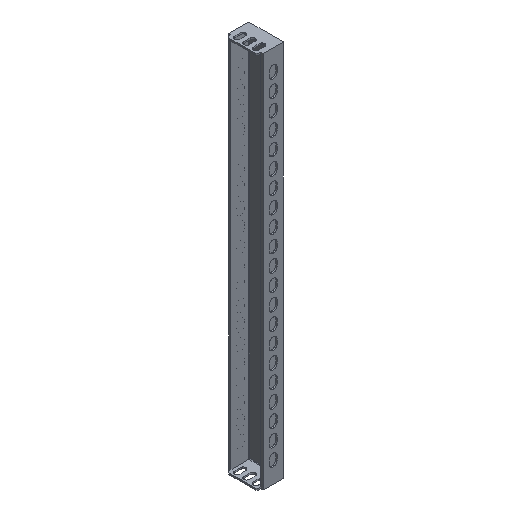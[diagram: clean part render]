
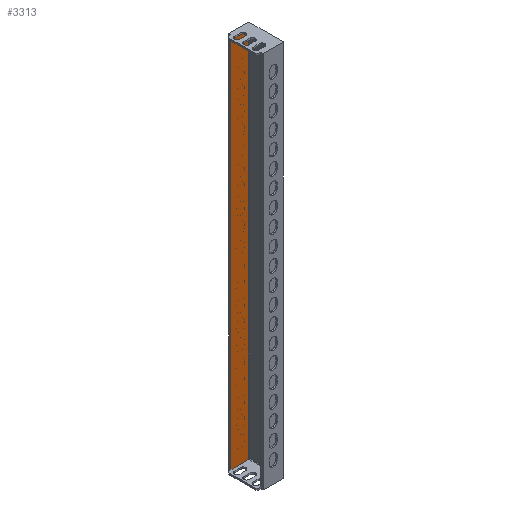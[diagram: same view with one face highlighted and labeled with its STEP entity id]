
A CAD part, isometric view. The second image highlights one B-rep face of the part: STEP entity #3313.
In plain terms, the highlighted planar face has unit normal (0, -1, 0).
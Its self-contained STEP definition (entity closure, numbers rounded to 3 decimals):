
#158 = LINE ( 'NONE', #8526, #6205 ) ;
#234 = LINE ( 'NONE', #11049, #3899 ) ;
#701 = DIRECTION ( 'NONE',  ( 0., 0., 1. ) ) ;
#773 = EDGE_CURVE ( 'NONE', #10124, #6625, #158, .T. ) ;
#974 = AXIS2_PLACEMENT_3D ( 'NONE', #6783, #9332, #701 ) ;
#1512 = ORIENTED_EDGE ( 'NONE', *, *, #5290, .T. ) ;
#1923 = LINE ( 'NONE', #11481, #10636 ) ;
#2163 = ORIENTED_EDGE ( 'NONE', *, *, #5822, .T. ) ;
#2180 = VECTOR ( 'NONE', #11454, 1000. ) ;
#2182 = ORIENTED_EDGE ( 'NONE', *, *, #773, .T. ) ;
#2538 = VERTEX_POINT ( 'NONE', #10525 ) ;
#3313 = ADVANCED_FACE ( 'NONE', ( #3679 ), #4829, .F. ) ;
#3679 = FACE_OUTER_BOUND ( 'NONE', #10350, .T. ) ;
#3899 = VECTOR ( 'NONE', #11130, 1000. ) ;
#4162 = VERTEX_POINT ( 'NONE', #11011 ) ;
#4829 = PLANE ( 'NONE',  #974 ) ;
#4953 = EDGE_CURVE ( 'NONE', #10124, #2538, #234, .T. ) ;
#5290 = EDGE_CURVE ( 'NONE', #6625, #4162, #1923, .T. ) ;
#5822 = EDGE_CURVE ( 'NONE', #4162, #2538, #6112, .T. ) ;
#6053 = DIRECTION ( 'NONE',  ( 0., 0., 1. ) ) ;
#6112 = LINE ( 'NONE', #6918, #2180 ) ;
#6205 = VECTOR ( 'NONE', #11181, 1000. ) ;
#6625 = VERTEX_POINT ( 'NONE', #10046 ) ;
#6783 = CARTESIAN_POINT ( 'NONE',  ( -3., 20., -275.021 ) ) ;
#6918 = CARTESIAN_POINT ( 'NONE',  ( -32., 20., 251. ) ) ;
#8125 = CARTESIAN_POINT ( 'NONE',  ( -27., 20., -251. ) ) ;
#8526 = CARTESIAN_POINT ( 'NONE',  ( -3., 20., -251. ) ) ;
#9332 = DIRECTION ( 'NONE',  ( 0., 1., 0. ) ) ;
#10046 = CARTESIAN_POINT ( 'NONE',  ( -3., 20., -251. ) ) ;
#10124 = VERTEX_POINT ( 'NONE', #8125 ) ;
#10350 = EDGE_LOOP ( 'NONE', ( #2163, #10712, #2182, #1512 ) ) ;
#10525 = CARTESIAN_POINT ( 'NONE',  ( -27., 20., 251. ) ) ;
#10636 = VECTOR ( 'NONE', #6053, 1000. ) ;
#10712 = ORIENTED_EDGE ( 'NONE', *, *, #4953, .F. ) ;
#11011 = CARTESIAN_POINT ( 'NONE',  ( -3., 20., 251. ) ) ;
#11049 = CARTESIAN_POINT ( 'NONE',  ( -27., 20., -275.021 ) ) ;
#11130 = DIRECTION ( 'NONE',  ( 0., 0., 1. ) ) ;
#11181 = DIRECTION ( 'NONE',  ( 1., 0., 0. ) ) ;
#11454 = DIRECTION ( 'NONE',  ( -1., 0., 0. ) ) ;
#11481 = CARTESIAN_POINT ( 'NONE',  ( -3., 20., -275.021 ) ) ;
